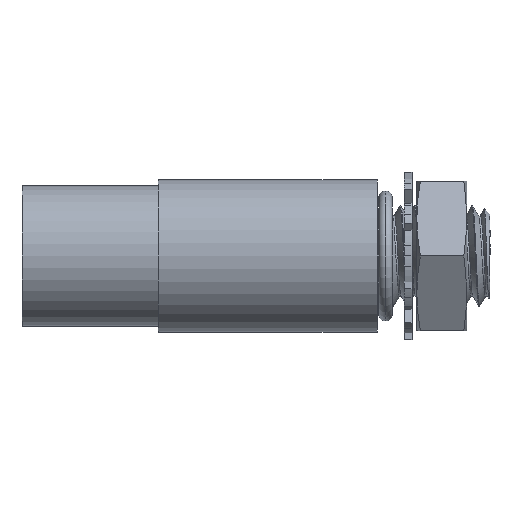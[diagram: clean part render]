
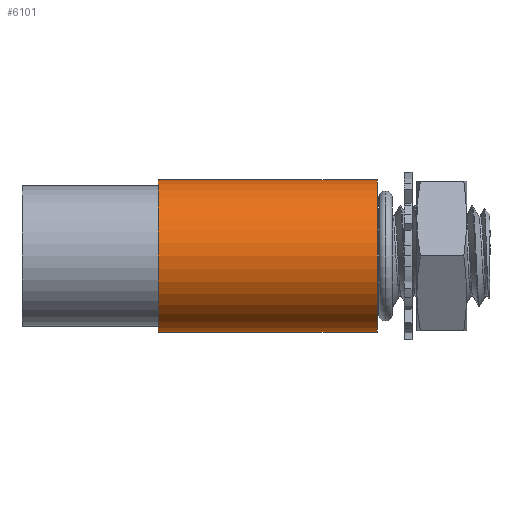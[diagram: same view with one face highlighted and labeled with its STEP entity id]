
A CAD part, left-side view. The second image highlights one B-rep face of the part: STEP entity #6101.
In plain terms, the highlighted cylindrical face has radius 13.5 mm (diameter 27 mm), a partial arc.
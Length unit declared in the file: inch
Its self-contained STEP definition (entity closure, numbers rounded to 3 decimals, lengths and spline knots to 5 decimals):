
#3 = DIRECTION ( 'NONE',  ( 0., 0., 1. ) ) ;
#26 = DIRECTION ( 'NONE',  ( 0., 1., 0. ) ) ;
#181 = ORIENTED_EDGE ( 'NONE', *, *, #3658, .T. ) ;
#474 = ORIENTED_EDGE ( 'NONE', *, *, #5582, .T. ) ;
#531 = CARTESIAN_POINT ( 'NONE',  ( 0., -1.576, 0. ) ) ;
#682 = ORIENTED_EDGE ( 'NONE', *, *, #3606, .F. ) ;
#1082 = DIRECTION ( 'NONE',  ( 0., 1., 0. ) ) ;
#1388 = DIRECTION ( 'NONE',  ( 0., -1., 0. ) ) ;
#1399 = EDGE_CURVE ( 'NONE', #4836, #5184, #4435, .T. ) ;
#1502 = CYLINDRICAL_SURFACE ( 'NONE', #4372, 0.5315 ) ;
#1706 = FACE_OUTER_BOUND ( 'NONE', #2828, .T. ) ;
#1742 = DIRECTION ( 'NONE',  ( 0., 0., 1. ) ) ;
#2108 = VECTOR ( 'NONE', #6901, 39.37008 ) ;
#2198 = VECTOR ( 'NONE', #3468, 39.37008 ) ;
#2283 = CARTESIAN_POINT ( 'NONE',  ( 0., -1.576, 0.5315 ) ) ;
#2607 = CARTESIAN_POINT ( 'NONE',  ( 0., -1.576, -0.5315 ) ) ;
#2828 = EDGE_LOOP ( 'NONE', ( #682, #3050, #181, #474 ) ) ;
#3050 = ORIENTED_EDGE ( 'NONE', *, *, #1399, .T. ) ;
#3147 = CARTESIAN_POINT ( 'NONE',  ( 0., -0.05, 0.5315 ) ) ;
#3226 = CARTESIAN_POINT ( 'NONE',  ( 0., -0.05, -0.5315 ) ) ;
#3468 = DIRECTION ( 'NONE',  ( 0., 1., 0. ) ) ;
#3606 = EDGE_CURVE ( 'NONE', #4836, #4363, #6525, .T. ) ;
#3638 = LINE ( 'NONE', #2283, #2108 ) ;
#3658 = EDGE_CURVE ( 'NONE', #5184, #4268, #3638, .T. ) ;
#3930 = AXIS2_PLACEMENT_3D ( 'NONE', #5076, #1388, #5663 ) ;
#4268 = VERTEX_POINT ( 'NONE', #3147 ) ;
#4363 = VERTEX_POINT ( 'NONE', #3226 ) ;
#4372 = AXIS2_PLACEMENT_3D ( 'NONE', #6482, #1082, #1742 ) ;
#4435 = CIRCLE ( 'NONE', #6449, 0.5315 ) ;
#4701 = CIRCLE ( 'NONE', #3930, 0.5315 ) ;
#4836 = VERTEX_POINT ( 'NONE', #2607 ) ;
#5076 = CARTESIAN_POINT ( 'NONE',  ( 0., -0.05, 0. ) ) ;
#5184 = VERTEX_POINT ( 'NONE', #5220 ) ;
#5220 = CARTESIAN_POINT ( 'NONE',  ( 0., -1.576, 0.5315 ) ) ;
#5582 = EDGE_CURVE ( 'NONE', #4268, #4363, #4701, .T. ) ;
#5663 = DIRECTION ( 'NONE',  ( 0., 0., 1. ) ) ;
#6101 = ADVANCED_FACE ( 'NONE', ( #1706 ), #1502, .T. ) ;
#6449 = AXIS2_PLACEMENT_3D ( 'NONE', #531, #26, #3 ) ;
#6482 = CARTESIAN_POINT ( 'NONE',  ( 0., -1.576, 0. ) ) ;
#6525 = LINE ( 'NONE', #7372, #2198 ) ;
#6901 = DIRECTION ( 'NONE',  ( 0., 1., 0. ) ) ;
#7372 = CARTESIAN_POINT ( 'NONE',  ( 0., -1.576, -0.5315 ) ) ;
